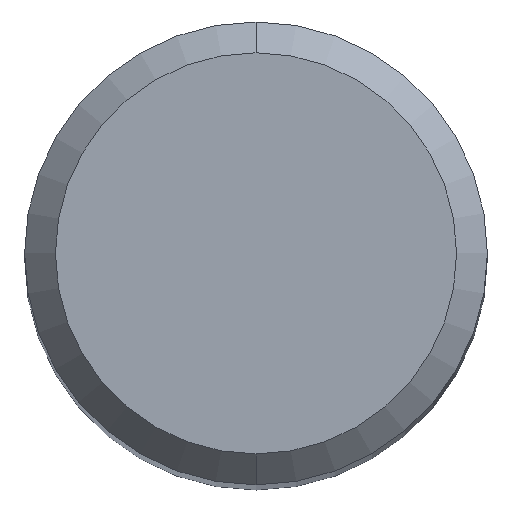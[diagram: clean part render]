
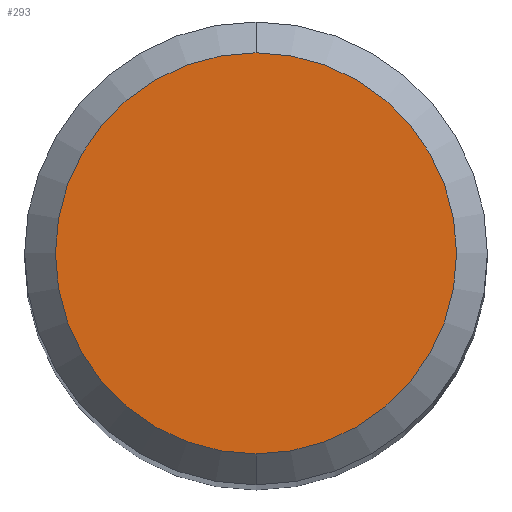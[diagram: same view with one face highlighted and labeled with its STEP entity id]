
A CAD part, top view. The second image highlights one B-rep face of the part: STEP entity #293.
In plain terms, the highlighted planar face has unit normal (0, 0, 1).
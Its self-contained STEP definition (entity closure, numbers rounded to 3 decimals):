
#239=VERTEX_POINT('',#565);
#283=EDGE_CURVE('',#391,#239,#612,.T.);
#293=ADVANCED_FACE('',(#622),#623,.T.);
#337=EDGE_CURVE('',#239,#391,#674,.T.);
#391=VERTEX_POINT('',#732);
#565=CARTESIAN_POINT('',(0.,-2.6,0.0));
#612=CIRCLE('',#1033,2.6);
#622=FACE_OUTER_BOUND('',#1065,.T.);
#623=PLANE('',#1066);
#674=CIRCLE('',#1137,2.6);
#732=CARTESIAN_POINT('',(0.0,2.6,0.0));
#1033=AXIS2_PLACEMENT_3D('',#1614,#1615,#1616);
#1065=EDGE_LOOP('',(#1619,#1620));
#1066=AXIS2_PLACEMENT_3D('',#1621,#1622,#1623);
#1137=AXIS2_PLACEMENT_3D('',#1696,#1697,#1698);
#1614=CARTESIAN_POINT('',(0.0,0.0,0.0));
#1615=DIRECTION('',(0.0,0.0,-1.0));
#1616=DIRECTION('',(0.0,1.0,0.0));
#1619=ORIENTED_EDGE('',*,*,#283,.F.);
#1620=ORIENTED_EDGE('',*,*,#337,.F.);
#1621=CARTESIAN_POINT('',(0.0,1.3,0.0));
#1622=DIRECTION('',(-0.0,0.0,1.0));
#1623=DIRECTION('',(0.0,-1.0,0.0));
#1696=CARTESIAN_POINT('',(0.0,0.0,0.0));
#1697=DIRECTION('',(0.0,0.0,-1.0));
#1698=DIRECTION('',(0.0,1.0,0.0));
